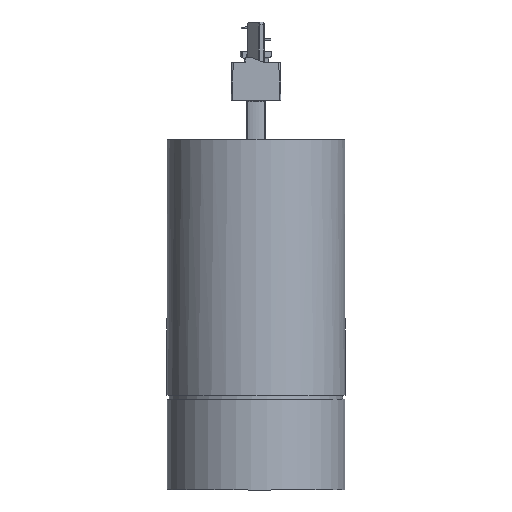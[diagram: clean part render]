
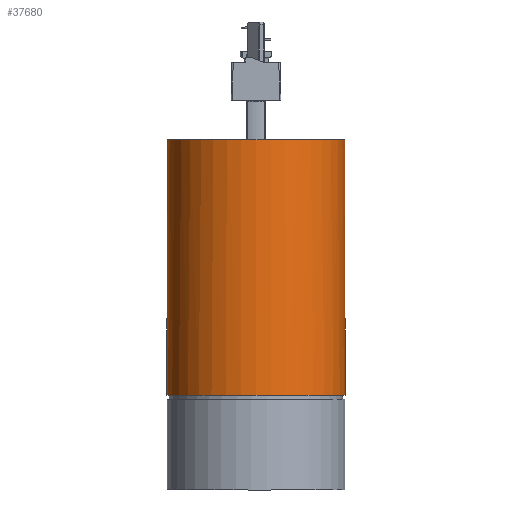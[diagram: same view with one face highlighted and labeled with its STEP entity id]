
A CAD part, front view. The second image highlights one B-rep face of the part: STEP entity #37680.
In plain terms, the highlighted cylindrical face has radius 33.5 mm (diameter 67 mm), a full revolution.
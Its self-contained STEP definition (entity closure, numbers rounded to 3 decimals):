
#3724=FACE_OUTER_BOUND('',#6043,.T.);
#6043=EDGE_LOOP('',(#33368,#33369,#33370,#33371,#33372,#33373,#33374,#33375,
#33376,#33377,#33378,#33379));
#6660=ELLIPSE('',#40200,1919.506,33.5);
#6675=ELLIPSE('',#40482,1919.506,33.5);
#7350=B_SPLINE_CURVE_WITH_KNOTS('',3,(#68162,#68163,#68164,#68165,#68166,
#68167,#68168,#68169,#68170,#68171),.UNSPECIFIED.,.F.,.F.,(4,2,2,2,4),(0.001,
0.015,0.03,0.045,0.06),
 .UNSPECIFIED.);
#7355=B_SPLINE_CURVE_WITH_KNOTS('',3,(#68347,#68348,#68349,#68350,#68351,
#68352,#68353,#68354,#68355,#68356),.UNSPECIFIED.,.F.,.F.,(4,2,2,2,4),(0.06,
0.076,0.091,0.106,0.12),
 .UNSPECIFIED.);
#7364=B_SPLINE_CURVE_WITH_KNOTS('',3,(#69072,#69073,#69074,#69075,#69076,
#69077,#69078,#69079,#69080,#69081),.UNSPECIFIED.,.F.,.F.,(4,2,2,2,4),(0.001,
0.015,0.03,0.045,0.061),
 .UNSPECIFIED.);
#7365=B_SPLINE_CURVE_WITH_KNOTS('',3,(#69097,#69098,#69099,#69100,#69101,
#69102,#69103,#69104,#69105,#69106),.UNSPECIFIED.,.F.,.F.,(4,2,2,2,4),(0.182,
0.197,0.212,0.227,0.242),
 .UNSPECIFIED.);
#8238=CIRCLE('',#39857,33.5);
#8550=CIRCLE('',#40484,33.5);
#8551=CIRCLE('',#40485,33.5);
#8810=CIRCLE('',#40966,33.5);
#11798=LINE('',#74341,#14672);
#14672=VECTOR('',#50039,33.5);
#17090=VERTEX_POINT('',#65858);
#17091=VERTEX_POINT('',#65860);
#17425=VERTEX_POINT('',#68160);
#17429=VERTEX_POINT('',#68346);
#17487=VERTEX_POINT('',#69070);
#17488=VERTEX_POINT('',#69071);
#17492=VERTEX_POINT('',#69095);
#17493=VERTEX_POINT('',#69096);
#17638=VERTEX_POINT('',#70772);
#17819=VERTEX_POINT('',#74339);
#21727=EDGE_CURVE('',#17091,#17090,#8238,.T.);
#22145=EDGE_CURVE('',#17425,#17090,#7350,.T.);
#22152=EDGE_CURVE('',#17091,#17429,#7355,.T.);
#22273=EDGE_CURVE('',#17487,#17488,#7364,.T.);
#22281=EDGE_CURVE('',#17492,#17493,#7365,.T.);
#22286=EDGE_CURVE('',#17487,#17429,#6660,.T.);
#22587=EDGE_CURVE('',#17425,#17493,#6675,.T.);
#22588=EDGE_CURVE('',#17638,#17488,#8550,.T.);
#22589=EDGE_CURVE('',#17492,#17638,#8551,.T.);
#23065=EDGE_CURVE('',#17819,#17819,#8810,.T.);
#23066=EDGE_CURVE('',#17819,#17638,#11798,.T.);
#33368=ORIENTED_EDGE('',*,*,#23065,.F.);
#33369=ORIENTED_EDGE('',*,*,#23066,.T.);
#33370=ORIENTED_EDGE('',*,*,#22588,.T.);
#33371=ORIENTED_EDGE('',*,*,#22273,.F.);
#33372=ORIENTED_EDGE('',*,*,#22286,.T.);
#33373=ORIENTED_EDGE('',*,*,#22152,.F.);
#33374=ORIENTED_EDGE('',*,*,#21727,.T.);
#33375=ORIENTED_EDGE('',*,*,#22145,.F.);
#33376=ORIENTED_EDGE('',*,*,#22587,.T.);
#33377=ORIENTED_EDGE('',*,*,#22281,.F.);
#33378=ORIENTED_EDGE('',*,*,#22589,.T.);
#33379=ORIENTED_EDGE('',*,*,#23066,.F.);
#35764=CYLINDRICAL_SURFACE('',#40965,33.5);
#37680=ADVANCED_FACE('',(#3724),#35764,.T.);
#39857=AXIS2_PLACEMENT_3D('',#65861,#47458,#47459);
#40200=AXIS2_PLACEMENT_3D('',#69138,#48338,#48339);
#40482=AXIS2_PLACEMENT_3D('',#70770,#48980,#48981);
#40484=AXIS2_PLACEMENT_3D('',#70773,#48984,#48985);
#40485=AXIS2_PLACEMENT_3D('',#70774,#48986,#48987);
#40965=AXIS2_PLACEMENT_3D('',#74338,#50035,#50036);
#40966=AXIS2_PLACEMENT_3D('',#74340,#50037,#50038);
#47458=DIRECTION('center_axis',(0.,0.,
-1.));
#47459=DIRECTION('ref_axis',(0.,1.,0.));
#48338=DIRECTION('center_axis',(-1.,0.,
-0.017));
#48339=DIRECTION('ref_axis',(0.017,0.,-1.));
#48980=DIRECTION('center_axis',(1.,0.,
-0.017));
#48981=DIRECTION('ref_axis',(0.017,0.,1.));
#48984=DIRECTION('center_axis',(0.,0.,
-1.));
#48985=DIRECTION('ref_axis',(0.,1.,0.));
#48986=DIRECTION('center_axis',(0.,0.,
-1.));
#48987=DIRECTION('ref_axis',(0.,1.,0.));
#50035=DIRECTION('center_axis',(0.,0.,
-1.));
#50036=DIRECTION('ref_axis',(0.,1.,0.));
#50037=DIRECTION('center_axis',(0.,0.,
-1.));
#50038=DIRECTION('ref_axis',(0.,1.,0.));
#50039=DIRECTION('',(0.,0.,1.));
#65858=CARTESIAN_POINT('',(3.607,33.305,52.8));
#65860=CARTESIAN_POINT('',(-3.607,33.305,52.8));
#65861=CARTESIAN_POINT('Origin',(0.,0.,
52.8));
#68160=CARTESIAN_POINT('',(4.007,33.26,53.193));
#68162=CARTESIAN_POINT('Ctrl Pts',(4.007,33.26,53.193));
#68163=CARTESIAN_POINT('Ctrl Pts',(4.006,33.26,53.145));
#68164=CARTESIAN_POINT('Ctrl Pts',(3.996,33.261,53.094));
#68165=CARTESIAN_POINT('Ctrl Pts',(3.956,33.266,52.998));
#68166=CARTESIAN_POINT('Ctrl Pts',(3.925,33.269,52.953));
#68167=CARTESIAN_POINT('Ctrl Pts',(3.854,33.278,52.882));
#68168=CARTESIAN_POINT('Ctrl Pts',(3.809,33.283,52.851));
#68169=CARTESIAN_POINT('Ctrl Pts',(3.711,33.294,52.81));
#68170=CARTESIAN_POINT('Ctrl Pts',(3.657,33.3,52.8));
#68171=CARTESIAN_POINT('Ctrl Pts',(3.607,33.305,52.8));
#68346=CARTESIAN_POINT('',(-4.007,33.26,53.193));
#68347=CARTESIAN_POINT('Ctrl Pts',(-3.607,33.305,52.8));
#68348=CARTESIAN_POINT('Ctrl Pts',(-3.657,33.3,52.8));
#68349=CARTESIAN_POINT('Ctrl Pts',(-3.711,33.294,52.81));
#68350=CARTESIAN_POINT('Ctrl Pts',(-3.809,33.283,52.851));
#68351=CARTESIAN_POINT('Ctrl Pts',(-3.854,33.278,52.882));
#68352=CARTESIAN_POINT('Ctrl Pts',(-3.925,33.269,52.953));
#68353=CARTESIAN_POINT('Ctrl Pts',(-3.956,33.266,52.998));
#68354=CARTESIAN_POINT('Ctrl Pts',(-3.996,33.261,53.094));
#68355=CARTESIAN_POINT('Ctrl Pts',(-4.006,33.26,53.145));
#68356=CARTESIAN_POINT('Ctrl Pts',(-4.007,33.26,53.193));
#69070=CARTESIAN_POINT('',(-4.747,33.162,95.607));
#69071=CARTESIAN_POINT('',(-5.147,33.102,96.));
#69072=CARTESIAN_POINT('Ctrl Pts',(-4.747,33.162,95.607));
#69073=CARTESIAN_POINT('Ctrl Pts',(-4.748,33.162,95.655));
#69074=CARTESIAN_POINT('Ctrl Pts',(-4.758,33.16,95.706));
#69075=CARTESIAN_POINT('Ctrl Pts',(-4.798,33.155,95.802));
#69076=CARTESIAN_POINT('Ctrl Pts',(-4.828,33.15,95.847));
#69077=CARTESIAN_POINT('Ctrl Pts',(-4.899,33.14,95.918));
#69078=CARTESIAN_POINT('Ctrl Pts',(-4.945,33.133,95.949));
#69079=CARTESIAN_POINT('Ctrl Pts',(-5.043,33.118,95.99));
#69080=CARTESIAN_POINT('Ctrl Pts',(-5.097,33.11,96.));
#69081=CARTESIAN_POINT('Ctrl Pts',(-5.147,33.102,96.));
#69095=CARTESIAN_POINT('',(5.147,33.102,96.));
#69096=CARTESIAN_POINT('',(4.747,33.162,95.607));
#69097=CARTESIAN_POINT('Ctrl Pts',(5.147,33.102,96.));
#69098=CARTESIAN_POINT('Ctrl Pts',(5.097,33.11,96.));
#69099=CARTESIAN_POINT('Ctrl Pts',(5.044,33.118,95.99));
#69100=CARTESIAN_POINT('Ctrl Pts',(4.945,33.133,95.949));
#69101=CARTESIAN_POINT('Ctrl Pts',(4.9,33.14,95.918));
#69102=CARTESIAN_POINT('Ctrl Pts',(4.829,33.15,95.847));
#69103=CARTESIAN_POINT('Ctrl Pts',(4.798,33.155,95.803));
#69104=CARTESIAN_POINT('Ctrl Pts',(4.758,33.16,95.706));
#69105=CARTESIAN_POINT('Ctrl Pts',(4.748,33.162,95.655));
#69106=CARTESIAN_POINT('Ctrl Pts',(4.747,33.162,95.607));
#69138=CARTESIAN_POINT('Origin',(0.,0.,
-176.36));
#70770=CARTESIAN_POINT('Origin',(0.,0.,
-176.36));
#70772=CARTESIAN_POINT('',(0.,-33.5,96.));
#70773=CARTESIAN_POINT('Origin',(0.,0.,
96.));
#70774=CARTESIAN_POINT('Origin',(0.,0.,
96.));
#74338=CARTESIAN_POINT('Origin',(0.,0.,
48.));
#74339=CARTESIAN_POINT('',(0.,-33.5,0.));
#74340=CARTESIAN_POINT('Origin',(0.,0.,
0.));
#74341=CARTESIAN_POINT('',(0.,-33.5,48.));
